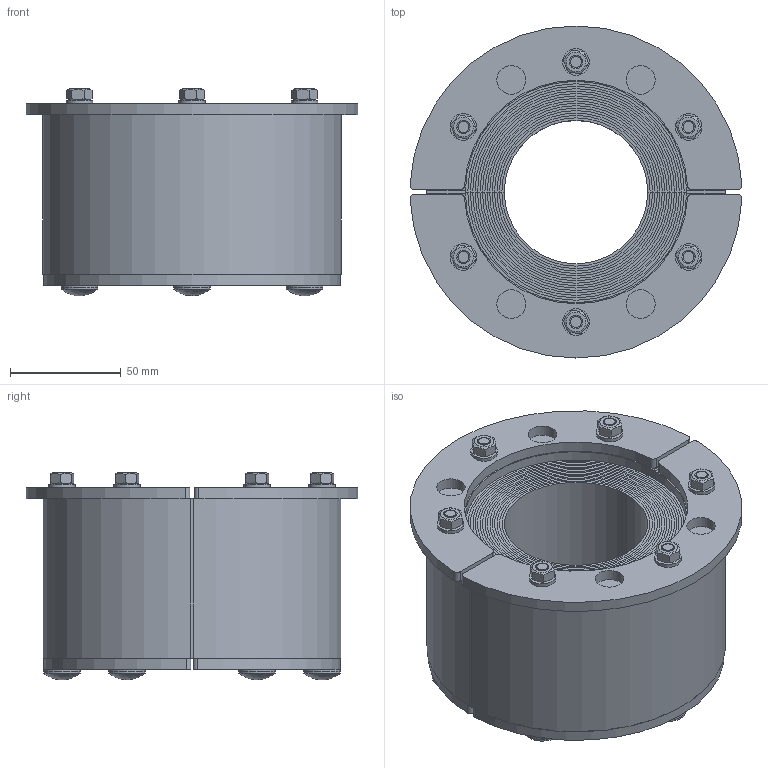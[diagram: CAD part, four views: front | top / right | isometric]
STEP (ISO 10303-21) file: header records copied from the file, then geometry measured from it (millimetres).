
FILE_DESCRIPTION((''),'2;1');
FILE_NAME('RS135UGWOC.stp','2016-10-31T10:08:56',(''),(''),'Autodesk Inventor 2013','Autodesk Inventor 2013','');
FILE_SCHEMA(('AUTOMOTIVE_DESIGN { 1 0 10303 214 1 1 1 1 }'));
Length unit declared in the file: millimetre
Products named in the file (11): RSUG; 100-069566; 100-055715; 100-055719; 100-055718; 100-055716; 100-055717; DIN 603 M6 x 90; ISO 4032 M6; 100-002308; 100-006387
Assembly tree (33 placements, depth 4):
  RSUG
    100-069566
      100-055715  x2
        100-055719
        100-055718
      100-055716  x2
      100-055717  x2
      DIN 603 M6 x 90  x6
      ISO 4032 M6  x6
      100-002308  x6
      100-006387  x6
Bounding box: 149.87 x 150 x 93.79 mm (x, y, z)
Volume: 839982.2 mm3; surface area: 673641.6 mm2
Topology: 62 solids, 62 shells, 1810 faces, 4668 edges, 3098 vertices
Faces by surface type: plane 1280, bspline 278, cylinder 192, cone 54, sphere 6
Full cylindrical faces by diameter (mm): 4.917 x6, 5.5 x6, 6 x6, 6.2 x6, 6.4 x6, 12 x6, 13 x4, 16.5 x6, 16.55 x6
Entity records: 26558 total; most frequent: CARTESIAN_POINT 6316, ORIENTED_EDGE 4304, DIRECTION 3498, EDGE_CURVE 2152, VECTOR 1678, LINE 1678, VERTEX_POINT 1444, EDGE_LOOP 932
